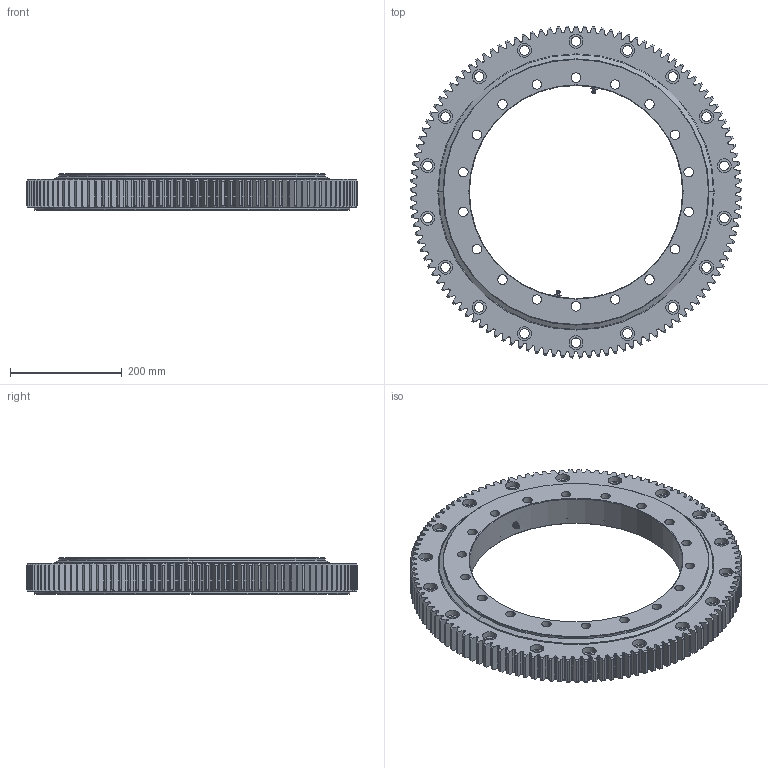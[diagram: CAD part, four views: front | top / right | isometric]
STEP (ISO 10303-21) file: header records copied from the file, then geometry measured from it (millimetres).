
FILE_DESCRIPTION (( 'STEP AP214' ), '1' );
FILE_NAME ('E.595.25.00.D.6.STEP', '2016-02-03T16:33:42', ( '' ), ( '' ), 'SwSTEP 2.0', 'SolidWorks 2015', '' );
FILE_SCHEMA (( 'AUTOMOTIVE_DESIGN' ));
Length unit declared in the file: millimetre
Products named in the file (7): C.595.B25B.A6N.0 - OR; C.595.B25B.A6N.0 - IR; E.595.25.00.D.6; Grease nipple M10x1mm; C.595.B25B.A6N.0 - OR Seal; C.595.B25B.A6N.0 - IR Seal; Ball D25
Assembly tree (57 placements, depth 2):
  E.595.25.00.D.6
    C.595.B25B.A6N.0 - IR
    C.595.B25B.A6N.0 - OR
    Ball D25  x51
    C.595.B25B.A6N.0 - IR Seal
    C.595.B25B.A6N.0 - OR Seal
    Grease nipple M10x1mm  x2
Bounding box: 594.99 x 594.94 x 65 mm (x, y, z)
Volume: 7392160.1 mm3; surface area: 1108615.9 mm2
Topology: 57 solids, 57 shells, 1621 faces, 4654 edges, 3090 vertices
Faces by surface type: bspline 585, plane 305, cylinder 301, cone 296, sphere 102, torus 32
Entity records: 52812 total; most frequent: CARTESIAN_POINT 17470, ORIENTED_EDGE 8454, DIRECTION 5396, EDGE_CURVE 4227, VERTEX_POINT 2795, AXIS2_PLACEMENT_3D 1885, B_SPLINE_CURVE_WITH_KNOTS 1678, VECTOR 1626
